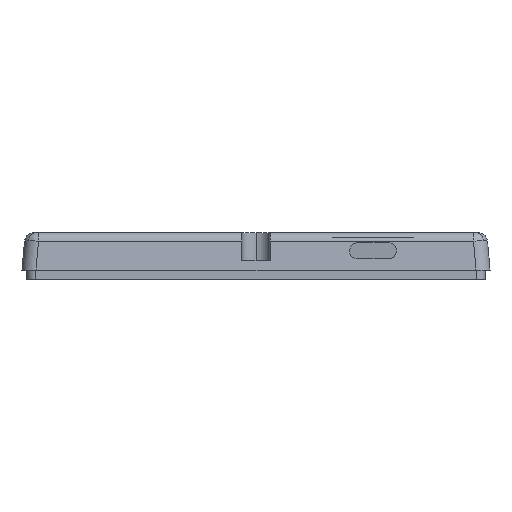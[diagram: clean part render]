
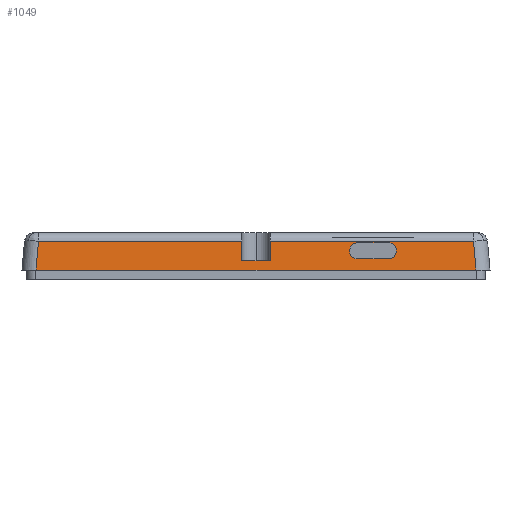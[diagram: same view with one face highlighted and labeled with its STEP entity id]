
A CAD part, left-side view. The second image highlights one B-rep face of the part: STEP entity #1049.
In plain terms, the highlighted planar face has unit normal (-0.996, 0, 0.087).
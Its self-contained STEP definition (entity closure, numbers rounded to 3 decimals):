
#145 = CARTESIAN_POINT ( 'NONE',  ( -69.79, -50., 2.4 ) ) ;
#162 = VECTOR ( 'NONE', #2950, 1000. ) ;
#199 = DIRECTION ( 'NONE',  ( 0.087, 0., 0.996 ) ) ;
#222 = EDGE_LOOP ( 'NONE', ( #4304, #2899, #2355, #4151 ) ) ;
#223 = ORIENTED_EDGE ( 'NONE', *, *, #2993, .T. ) ;
#253 = VERTEX_POINT ( 'NONE', #695 ) ;
#273 = DIRECTION ( 'NONE',  ( 0.087, 0.087, 0.992 ) ) ;
#394 = CARTESIAN_POINT ( 'NONE',  ( -69.269, 46.28, 8.359 ) ) ;
#412 = LINE ( 'NONE', #4320, #162 ) ;
#591 = DIRECTION ( 'NONE',  ( 0., 1., 0. ) ) ;
#597 = CARTESIAN_POINT ( 'NONE',  ( -70.023, -47.034, -0.258 ) ) ;
#618 = CARTESIAN_POINT ( 'NONE',  ( -70., -47.011, 0. ) ) ;
#673 = DIRECTION ( 'NONE',  ( 0., 1., 0. ) ) ;
#695 = CARTESIAN_POINT ( 'NONE',  ( -69.46, -3., 6.174 ) ) ;
#733 = VECTOR ( 'NONE', #273, 1000. ) ;
#846 = CARTESIAN_POINT ( 'NONE',  ( -69.46, -50., 6.174 ) ) ;
#884 = VECTOR ( 'NONE', #3046, 1000. ) ;
#946 = LINE ( 'NONE', #597, #733 ) ;
#947 = PLANE ( 'NONE',  #1044 ) ;
#995 = VERTEX_POINT ( 'NONE', #3439 ) ;
#1006 = CARTESIAN_POINT ( 'NONE',  ( -69.493, -31.7, 5.8 ) ) ;
#1044 = AXIS2_PLACEMENT_3D ( 'NONE', #4157, #1594, #4060 ) ;
#1049 = ADVANCED_FACE ( 'NONE', ( #4113, #2367 ), #947, .T. ) ;
#1051 = DIRECTION ( 'NONE',  ( -0.087, 0.087, -0.992 ) ) ;
#1080 = ORIENTED_EDGE ( 'NONE', *, *, #3763, .T. ) ;
#1193 =( BOUNDED_CURVE ( )  B_SPLINE_CURVE ( 3, ( #2845, #2232, #1862, #3982 ),
 .UNSPECIFIED., .F., .F. ) 
 B_SPLINE_CURVE_WITH_KNOTS ( ( 4, 4 ),
 ( 3.142, 6.283 ),
 .UNSPECIFIED. ) 
 CURVE ( )  GEOMETRIC_REPRESENTATION_ITEM ( )  RATIONAL_B_SPLINE_CURVE ( ( 1., 0.333, 0.333, 1. ) ) 
 REPRESENTATION_ITEM ( '' )  );
#1200 = EDGE_LOOP ( 'NONE', ( #1922, #2930, #1223, #3765, #1080, #223, #3614, #4513 ) ) ;
#1211 = VECTOR ( 'NONE', #673, 1000. ) ;
#1223 = ORIENTED_EDGE ( 'NONE', *, *, #1650, .T. ) ;
#1296 = VECTOR ( 'NONE', #1051, 1000. ) ;
#1494 = VECTOR ( 'NONE', #2319, 1000. ) ;
#1516 = VECTOR ( 'NONE', #591, 1000. ) ;
#1548 = CARTESIAN_POINT ( 'NONE',  ( -69.46, 3., 6.174 ) ) ;
#1590 = LINE ( 'NONE', #2390, #1494 ) ;
#1594 = DIRECTION ( 'NONE',  ( -0.996, 0., 0.087 ) ) ;
#1650 = EDGE_CURVE ( 'NONE', #253, #995, #412, .T. ) ;
#1651 = VERTEX_POINT ( 'NONE', #1856 ) ;
#1660 = LINE ( 'NONE', #846, #1516 ) ;
#1672 = CARTESIAN_POINT ( 'NONE',  ( -70., -50., 0. ) ) ;
#1724 = VECTOR ( 'NONE', #199, 1000. ) ;
#1740 = CARTESIAN_POINT ( 'NONE',  ( -69.79, -28.3, 2.4 ) ) ;
#1856 = CARTESIAN_POINT ( 'NONE',  ( -69.79, -28.3, 2.4 ) ) ;
#1862 = CARTESIAN_POINT ( 'NONE',  ( -69.493, -18.3, 5.8 ) ) ;
#1922 = ORIENTED_EDGE ( 'NONE', *, *, #3829, .T. ) ;
#1982 = VERTEX_POINT ( 'NONE', #618 ) ;
#2035 = CARTESIAN_POINT ( 'NONE',  ( -69.825, 3., 2. ) ) ;
#2069 = VECTOR ( 'NONE', #4007, 1000. ) ;
#2197 = CARTESIAN_POINT ( 'NONE',  ( -69.46, 46.471, 6.174 ) ) ;
#2232 = CARTESIAN_POINT ( 'NONE',  ( -69.79, -18.3, 2.4 ) ) ;
#2234 = VERTEX_POINT ( 'NONE', #2035 ) ;
#2251 = CARTESIAN_POINT ( 'NONE',  ( -69.79, -21.7, 2.4 ) ) ;
#2300 = VERTEX_POINT ( 'NONE', #3831 ) ;
#2319 = DIRECTION ( 'NONE',  ( 0., -1., 0. ) ) ;
#2339 = EDGE_CURVE ( 'NONE', #2531, #3893, #1193, .T. ) ;
#2345 = CARTESIAN_POINT ( 'NONE',  ( -70., 3., 0. ) ) ;
#2355 = ORIENTED_EDGE ( 'NONE', *, *, #2905, .T. ) ;
#2367 = FACE_OUTER_BOUND ( 'NONE', #1200, .T. ) ;
#2377 = CARTESIAN_POINT ( 'NONE',  ( -69.493, -28.3, 5.8 ) ) ;
#2390 = CARTESIAN_POINT ( 'NONE',  ( -69.825, -50., 2. ) ) ;
#2442 = CARTESIAN_POINT ( 'NONE',  ( -69.79, -31.7, 2.4 ) ) ;
#2454 = CARTESIAN_POINT ( 'NONE',  ( -69.493, -21.7, 5.8 ) ) ;
#2523 = LINE ( 'NONE', #4359, #2069 ) ;
#2531 = VERTEX_POINT ( 'NONE', #2251 ) ;
#2561 = VECTOR ( 'NONE', #3011, 1000. ) ;
#2589 = EDGE_CURVE ( 'NONE', #2234, #995, #1590, .T. ) ;
#2672 = LINE ( 'NONE', #1672, #884 ) ;
#2845 = CARTESIAN_POINT ( 'NONE',  ( -69.79, -21.7, 2.4 ) ) ;
#2899 = ORIENTED_EDGE ( 'NONE', *, *, #2339, .T. ) ;
#2905 = EDGE_CURVE ( 'NONE', #3893, #3209, #2523, .T. ) ;
#2930 = ORIENTED_EDGE ( 'NONE', *, *, #3416, .T. ) ;
#2950 = DIRECTION ( 'NONE',  ( -0.087, 0., -0.996 ) ) ;
#2993 = EDGE_CURVE ( 'NONE', #3743, #3974, #1660, .T. ) ;
#3011 = DIRECTION ( 'NONE',  ( 0., 1., 0. ) ) ;
#3046 = DIRECTION ( 'NONE',  ( 0., -1., 0. ) ) ;
#3050 = EDGE_CURVE ( 'NONE', #1651, #2531, #3362, .T. ) ;
#3103 = CARTESIAN_POINT ( 'NONE',  ( -70., 47.011, 0. ) ) ;
#3209 = VERTEX_POINT ( 'NONE', #3664 ) ;
#3234 =( BOUNDED_CURVE ( )  B_SPLINE_CURVE ( 3, ( #2377, #1006, #2442, #1740 ),
 .UNSPECIFIED., .F., .F. ) 
 B_SPLINE_CURVE_WITH_KNOTS ( ( 4, 4 ),
 ( 0., 3.142 ),
 .UNSPECIFIED. ) 
 CURVE ( )  GEOMETRIC_REPRESENTATION_ITEM ( )  RATIONAL_B_SPLINE_CURVE ( ( 1., 0.333, 0.333, 1. ) ) 
 REPRESENTATION_ITEM ( '' )  );
#3362 = LINE ( 'NONE', #145, #2561 ) ;
#3416 = EDGE_CURVE ( 'NONE', #2300, #253, #3423, .T. ) ;
#3423 = LINE ( 'NONE', #3866, #1211 ) ;
#3425 = EDGE_CURVE ( 'NONE', #3209, #1651, #3234, .T. ) ;
#3439 = CARTESIAN_POINT ( 'NONE',  ( -69.825, -3., 2. ) ) ;
#3486 = LINE ( 'NONE', #2345, #1724 ) ;
#3497 = VERTEX_POINT ( 'NONE', #3103 ) ;
#3562 = LINE ( 'NONE', #394, #1296 ) ;
#3591 = EDGE_CURVE ( 'NONE', #3974, #3497, #3562, .T. ) ;
#3614 = ORIENTED_EDGE ( 'NONE', *, *, #3591, .T. ) ;
#3664 = CARTESIAN_POINT ( 'NONE',  ( -69.493, -28.3, 5.8 ) ) ;
#3743 = VERTEX_POINT ( 'NONE', #1548 ) ;
#3763 = EDGE_CURVE ( 'NONE', #2234, #3743, #3486, .T. ) ;
#3765 = ORIENTED_EDGE ( 'NONE', *, *, #2589, .F. ) ;
#3829 = EDGE_CURVE ( 'NONE', #1982, #2300, #946, .T. ) ;
#3831 = CARTESIAN_POINT ( 'NONE',  ( -69.46, -46.471, 6.174 ) ) ;
#3866 = CARTESIAN_POINT ( 'NONE',  ( -69.46, -50., 6.174 ) ) ;
#3893 = VERTEX_POINT ( 'NONE', #2454 ) ;
#3974 = VERTEX_POINT ( 'NONE', #2197 ) ;
#3982 = CARTESIAN_POINT ( 'NONE',  ( -69.493, -21.7, 5.8 ) ) ;
#4007 = DIRECTION ( 'NONE',  ( 0., -1., 0. ) ) ;
#4012 = EDGE_CURVE ( 'NONE', #3497, #1982, #2672, .T. ) ;
#4060 = DIRECTION ( 'NONE',  ( 0.087, 0., 0.996 ) ) ;
#4113 = FACE_BOUND ( 'NONE', #222, .T. ) ;
#4151 = ORIENTED_EDGE ( 'NONE', *, *, #3425, .T. ) ;
#4157 = CARTESIAN_POINT ( 'NONE',  ( -70., -50., 0. ) ) ;
#4304 = ORIENTED_EDGE ( 'NONE', *, *, #3050, .T. ) ;
#4320 = CARTESIAN_POINT ( 'NONE',  ( -70., -3., 0. ) ) ;
#4359 = CARTESIAN_POINT ( 'NONE',  ( -69.493, -50., 5.8 ) ) ;
#4513 = ORIENTED_EDGE ( 'NONE', *, *, #4012, .T. ) ;
